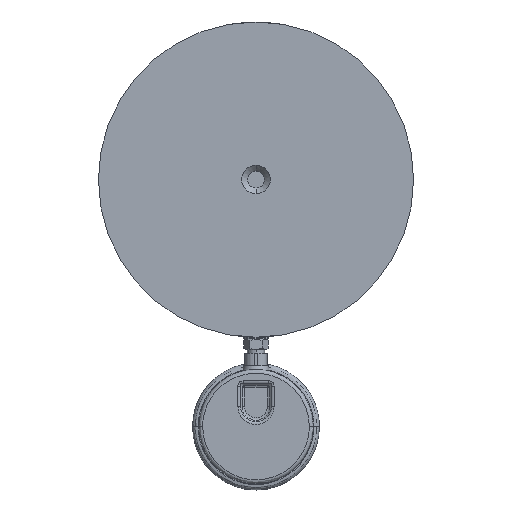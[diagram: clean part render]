
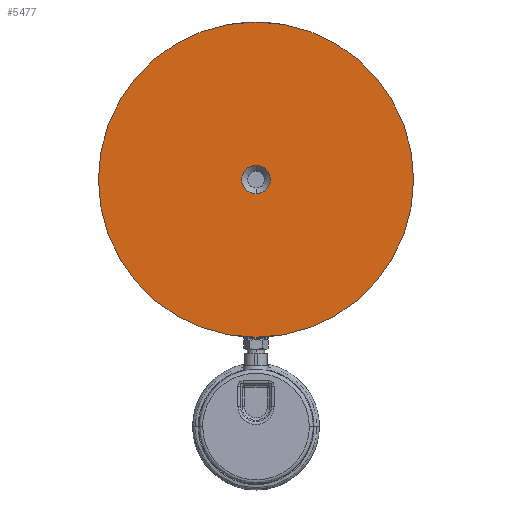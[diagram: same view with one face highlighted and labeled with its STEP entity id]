
A CAD part, front view. The second image highlights one B-rep face of the part: STEP entity #5477.
In plain terms, the highlighted planar face has unit normal (0, -1, 0).
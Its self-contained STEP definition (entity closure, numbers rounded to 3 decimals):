
#21 = ORIENTED_EDGE ( 'NONE', *, *, #2099, .F. ) ;
#188 = CARTESIAN_POINT ( 'NONE',  ( 69.492, 10.543, 160.756 ) ) ;
#223 = ORIENTED_EDGE ( 'NONE', *, *, #3826, .T. ) ;
#385 = EDGE_CURVE ( 'NONE', #4371, #4334, #5457, .T. ) ;
#449 = CARTESIAN_POINT ( 'NONE',  ( 69.492, 10.543, 160.756 ) ) ;
#605 = EDGE_LOOP ( 'NONE', ( #223, #3187 ) ) ;
#689 = DIRECTION ( 'NONE',  ( 0., 0., 1. ) ) ;
#793 = DIRECTION ( 'NONE',  ( 0., 0., 1. ) ) ;
#820 = DIRECTION ( 'NONE',  ( 0., 1., 0. ) ) ;
#848 = CIRCLE ( 'NONE', #1531, 85.725 ) ;
#894 = ORIENTED_EDGE ( 'NONE', *, *, #3543, .F. ) ;
#1101 = CARTESIAN_POINT ( 'NONE',  ( 69.492, 10.543, 153.009 ) ) ;
#1222 = AXIS2_PLACEMENT_3D ( 'NONE', #3347, #3325, #6347 ) ;
#1317 = AXIS2_PLACEMENT_3D ( 'NONE', #188, #820, #793 ) ;
#1531 = AXIS2_PLACEMENT_3D ( 'NONE', #449, #1750, #2228 ) ;
#1750 = DIRECTION ( 'NONE',  ( 0., 1., 0. ) ) ;
#1784 = VERTEX_POINT ( 'NONE', #2322 ) ;
#2099 = EDGE_CURVE ( 'NONE', #5165, #1784, #5042, .T. ) ;
#2228 = DIRECTION ( 'NONE',  ( 0., 0., 1. ) ) ;
#2322 = CARTESIAN_POINT ( 'NONE',  ( 69.492, 10.543, 75.031 ) ) ;
#2539 = AXIS2_PLACEMENT_3D ( 'NONE', #3672, #6103, #689 ) ;
#3187 = ORIENTED_EDGE ( 'NONE', *, *, #385, .T. ) ;
#3325 = DIRECTION ( 'NONE',  ( 0., 1., 0. ) ) ;
#3347 = CARTESIAN_POINT ( 'NONE',  ( 69.492, 10.543, 160.756 ) ) ;
#3541 = CARTESIAN_POINT ( 'NONE',  ( 69.492, 10.543, 160.756 ) ) ;
#3543 = EDGE_CURVE ( 'NONE', #1784, #5165, #848, .T. ) ;
#3571 = PLANE ( 'NONE',  #3991 ) ;
#3672 = CARTESIAN_POINT ( 'NONE',  ( 69.492, 10.543, 160.756 ) ) ;
#3826 = EDGE_CURVE ( 'NONE', #4334, #4371, #7060, .T. ) ;
#3991 = AXIS2_PLACEMENT_3D ( 'NONE', #3541, #5349, #6004 ) ;
#4334 = VERTEX_POINT ( 'NONE', #1101 ) ;
#4371 = VERTEX_POINT ( 'NONE', #7214 ) ;
#4997 = FACE_OUTER_BOUND ( 'NONE', #7553, .T. ) ;
#5042 = CIRCLE ( 'NONE', #1222, 85.725 ) ;
#5165 = VERTEX_POINT ( 'NONE', #7181 ) ;
#5349 = DIRECTION ( 'NONE',  ( 0., 1., 0. ) ) ;
#5457 = CIRCLE ( 'NONE', #1317, 7.747 ) ;
#5477 = ADVANCED_FACE ( 'NONE', ( #6383, #4997 ), #3571, .F. ) ;
#6004 = DIRECTION ( 'NONE',  ( 0., 0., 1. ) ) ;
#6103 = DIRECTION ( 'NONE',  ( 0., 1., 0. ) ) ;
#6347 = DIRECTION ( 'NONE',  ( 0., 0., 1. ) ) ;
#6383 = FACE_BOUND ( 'NONE', #605, .T. ) ;
#7060 = CIRCLE ( 'NONE', #2539, 7.747 ) ;
#7181 = CARTESIAN_POINT ( 'NONE',  ( 69.492, 10.543, 246.481 ) ) ;
#7214 = CARTESIAN_POINT ( 'NONE',  ( 69.492, 10.543, 168.503 ) ) ;
#7553 = EDGE_LOOP ( 'NONE', ( #894, #21 ) ) ;
